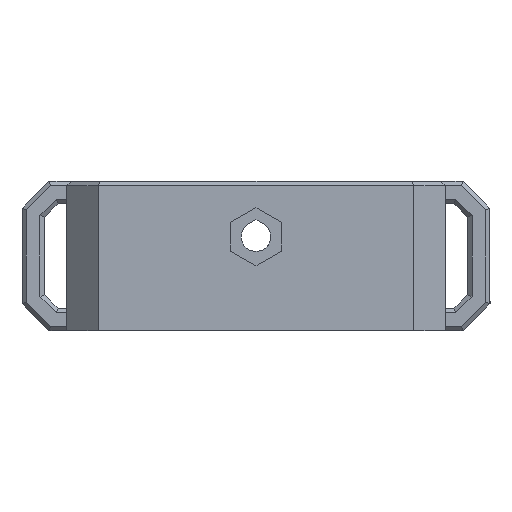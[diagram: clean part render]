
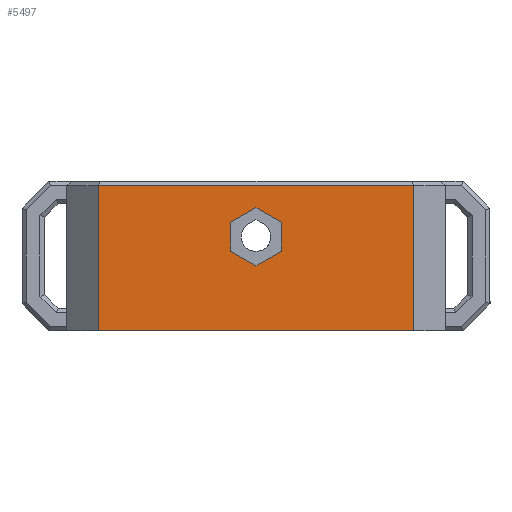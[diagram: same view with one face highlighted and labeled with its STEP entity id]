
A CAD part, left-side view. The second image highlights one B-rep face of the part: STEP entity #5497.
In plain terms, the highlighted planar face has unit normal (-1, 0, 0).
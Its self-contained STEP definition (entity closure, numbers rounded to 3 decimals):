
#41=FACE_BOUND('',#676,.T.);
#64=PLANE('',#5864);
#365=FACE_OUTER_BOUND('',#675,.T.);
#675=EDGE_LOOP('',(#4215,#4216,#4217,#4218));
#676=EDGE_LOOP('',(#4219,#4220,#4221,#4222,#4223,#4224));
#1149=LINE('',#8172,#1885);
#1255=LINE('',#8393,#1991);
#1256=LINE('',#8395,#1992);
#1257=LINE('',#8396,#1993);
#1258=LINE('',#8399,#1994);
#1259=LINE('',#8401,#1995);
#1260=LINE('',#8403,#1996);
#1261=LINE('',#8405,#1997);
#1262=LINE('',#8407,#1998);
#1263=LINE('',#8408,#1999);
#1885=VECTOR('',#6504,1000.);
#1991=VECTOR('',#6628,1000.);
#1992=VECTOR('',#6629,1000.);
#1993=VECTOR('',#6630,1000.);
#1994=VECTOR('',#6631,1000.);
#1995=VECTOR('',#6632,1000.);
#1996=VECTOR('',#6633,1000.);
#1997=VECTOR('',#6634,1000.);
#1998=VECTOR('',#6635,1000.);
#1999=VECTOR('',#6636,1000.);
#2712=VERTEX_POINT('',#8169);
#2713=VERTEX_POINT('',#8171);
#2819=VERTEX_POINT('',#8392);
#2820=VERTEX_POINT('',#8394);
#2821=VERTEX_POINT('',#8397);
#2822=VERTEX_POINT('',#8398);
#2823=VERTEX_POINT('',#8400);
#2824=VERTEX_POINT('',#8402);
#2825=VERTEX_POINT('',#8404);
#2826=VERTEX_POINT('',#8406);
#3250=EDGE_CURVE('',#2712,#2713,#1149,.T.);
#3362=EDGE_CURVE('',#2712,#2819,#1255,.T.);
#3363=EDGE_CURVE('',#2819,#2820,#1256,.T.);
#3364=EDGE_CURVE('',#2820,#2713,#1257,.T.);
#3365=EDGE_CURVE('',#2821,#2822,#1258,.T.);
#3366=EDGE_CURVE('',#2823,#2821,#1259,.T.);
#3367=EDGE_CURVE('',#2824,#2823,#1260,.T.);
#3368=EDGE_CURVE('',#2825,#2824,#1261,.T.);
#3369=EDGE_CURVE('',#2826,#2825,#1262,.T.);
#3370=EDGE_CURVE('',#2822,#2826,#1263,.T.);
#4215=ORIENTED_EDGE('',*,*,#3362,.T.);
#4216=ORIENTED_EDGE('',*,*,#3363,.T.);
#4217=ORIENTED_EDGE('',*,*,#3364,.T.);
#4218=ORIENTED_EDGE('',*,*,#3250,.F.);
#4219=ORIENTED_EDGE('',*,*,#3365,.F.);
#4220=ORIENTED_EDGE('',*,*,#3366,.F.);
#4221=ORIENTED_EDGE('',*,*,#3367,.F.);
#4222=ORIENTED_EDGE('',*,*,#3368,.F.);
#4223=ORIENTED_EDGE('',*,*,#3369,.F.);
#4224=ORIENTED_EDGE('',*,*,#3370,.F.);
#5497=ADVANCED_FACE('',(#365,#41),#64,.F.);
#5864=AXIS2_PLACEMENT_3D('',#8391,#6626,#6627);
#6504=DIRECTION('',(0.,1.,0.));
#6626=DIRECTION('center_axis',(1.,0.,0.));
#6627=DIRECTION('ref_axis',(0.,1.,0.));
#6628=DIRECTION('',(0.,0.,1.));
#6629=DIRECTION('',(0.,1.,0.));
#6630=DIRECTION('',(0.,0.,-1.));
#6631=DIRECTION('',(0.,0.866,-0.5));
#6632=DIRECTION('',(0.,0.866,0.5));
#6633=DIRECTION('',(0.,0.,1.));
#6634=DIRECTION('',(0.,-0.866,0.5));
#6635=DIRECTION('',(0.,-0.866,-0.5));
#6636=DIRECTION('',(0.,0.,-1.));
#8169=CARTESIAN_POINT('',(-1.26,-17.63,8.3));
#8171=CARTESIAN_POINT('',(-1.26,17.63,8.3));
#8172=CARTESIAN_POINT('',(-1.26,-29.5,8.3));
#8391=CARTESIAN_POINT('Origin',(-1.26,14.1,25.));
#8392=CARTESIAN_POINT('',(-1.26,-17.63,24.5));
#8393=CARTESIAN_POINT('',(-1.26,-17.63,25.));
#8394=CARTESIAN_POINT('',(-1.26,17.63,24.5));
#8395=CARTESIAN_POINT('',(-1.26,17.63,24.5));
#8396=CARTESIAN_POINT('',(-1.26,17.63,8.3));
#8397=CARTESIAN_POINT('',(-1.26,0.,22.033));
#8398=CARTESIAN_POINT('',(-1.26,2.8,20.417));
#8399=CARTESIAN_POINT('',(-1.26,0.,22.033));
#8400=CARTESIAN_POINT('',(-1.26,-2.8,20.417));
#8401=CARTESIAN_POINT('',(-1.26,-2.8,20.417));
#8402=CARTESIAN_POINT('',(-1.26,-2.8,17.183));
#8403=CARTESIAN_POINT('',(-1.26,-2.8,17.183));
#8404=CARTESIAN_POINT('',(-1.26,0.,15.567));
#8405=CARTESIAN_POINT('',(-1.26,0.,15.567));
#8406=CARTESIAN_POINT('',(-1.26,2.8,17.183));
#8407=CARTESIAN_POINT('',(-1.26,2.8,17.183));
#8408=CARTESIAN_POINT('',(-1.26,2.8,20.417));
